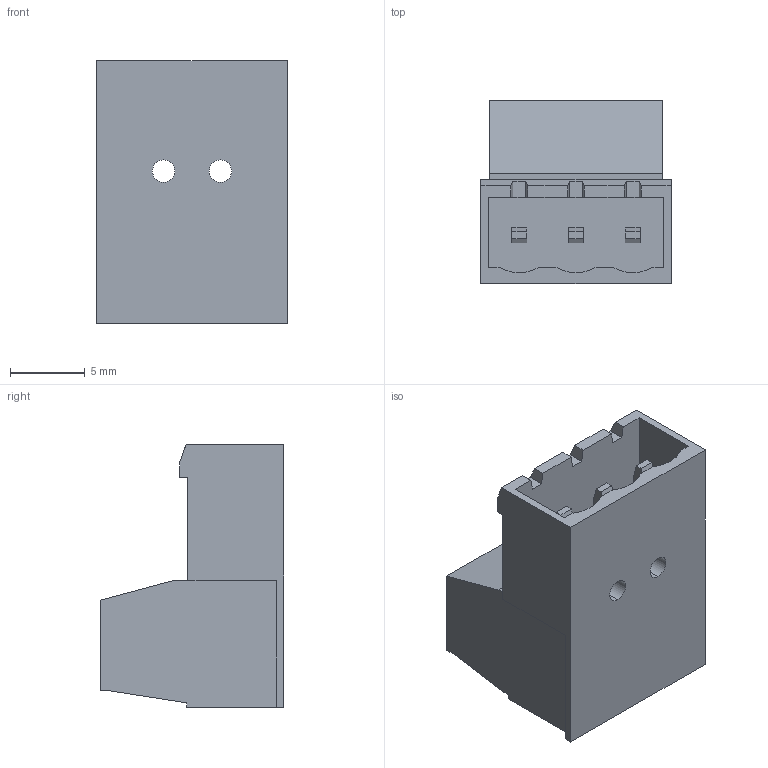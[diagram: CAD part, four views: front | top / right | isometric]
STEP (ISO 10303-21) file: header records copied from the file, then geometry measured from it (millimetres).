
FILE_DESCRIPTION (( 'STEP AP203' ), '1' );
FILE_NAME ('SOKETLI KABLO BIRLESIRICI KLEMENS - 3,81 MM KABLO BIRLESTIRICI ERKEK - 3 LÜ.STEP', '2018-09-14T11:46:06', ( 'user' ), ( '' ), 'SwSTEP 2.0', 'SolidWorks 2016', '' );
FILE_SCHEMA (( 'CONFIG_CONTROL_DESIGN' ));
Length unit declared in the file: millimetre
Products named in the file (1): SOKETLI KABLO BIRLESIRICI KLEMENS - 3,81 MM KABLO BIRLESTIRICI ERKEK - 3 LÜ
Bounding box: 12.75 x 12.3 x 17.6 mm (x, y, z)
Volume: 1390.9 mm3; surface area: 1591.3 mm2
Topology: 1 solids, 1 shells, 119 faces, 313 edges, 208 vertices
Faces by surface type: plane 106, cylinder 13
Entity records: 3714 total; most frequent: CARTESIAN_POINT 641, ORIENTED_EDGE 626, DIRECTION 591, EDGE_CURVE 313, LINE 275, VECTOR 275, VERTEX_POINT 208, AXIS2_PLACEMENT_3D 158
